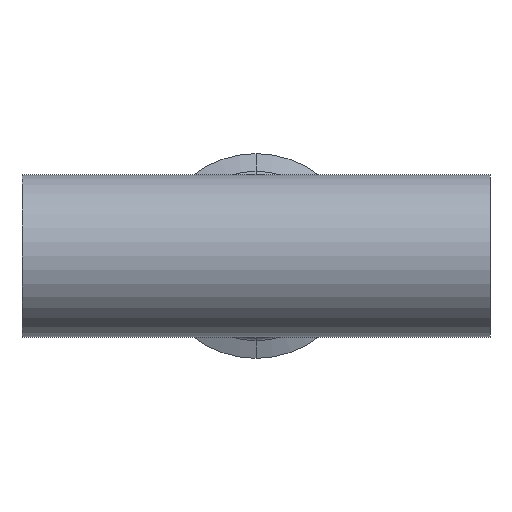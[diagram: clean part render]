
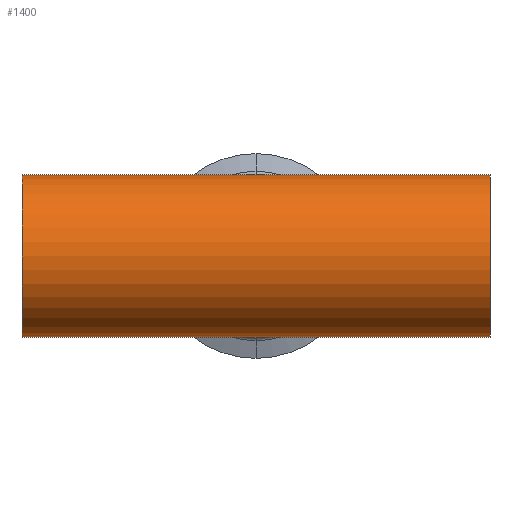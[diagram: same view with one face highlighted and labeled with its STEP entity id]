
A CAD part, front view. The second image highlights one B-rep face of the part: STEP entity #1400.
In plain terms, the highlighted cylindrical face has radius 25.4 mm (diameter 50.8 mm), a partial arc.
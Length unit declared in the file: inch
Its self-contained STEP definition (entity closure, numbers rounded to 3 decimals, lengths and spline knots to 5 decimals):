
#15 = AXIS2_PLACEMENT_3D ( 'NONE', #602, #717, #994 ) ;
#45 = ORIENTED_EDGE ( 'NONE', *, *, #587, .F. ) ;
#87 = ORIENTED_EDGE ( 'NONE', *, *, #459, .T. ) ;
#108 = CARTESIAN_POINT ( 'NONE',  ( 2.87402, 0., 1. ) ) ;
#132 = VECTOR ( 'NONE', #1158, 39.37008 ) ;
#153 = VECTOR ( 'NONE', #1144, 39.37008 ) ;
#190 = VERTEX_POINT ( 'NONE', #493 ) ;
#194 = CARTESIAN_POINT ( 'NONE',  ( 0., 0., 1. ) ) ;
#215 = CARTESIAN_POINT ( 'NONE',  ( 2.87402, 0., 0. ) ) ;
#322 = DIRECTION ( 'NONE',  ( 1., 0., 0. ) ) ;
#378 = LINE ( 'NONE', #1006, #823 ) ;
#419 = AXIS2_PLACEMENT_3D ( 'NONE', #1107, #322, #1347 ) ;
#459 = EDGE_CURVE ( 'NONE', #1602, #564, #1072, .T. ) ;
#493 = CARTESIAN_POINT ( 'NONE',  ( 0., 0., -1. ) ) ;
#498 = CARTESIAN_POINT ( 'NONE',  ( 2.87402, 0., -1. ) ) ;
#505 = DIRECTION ( 'NONE',  ( 0., 0., 1. ) ) ;
#550 = VERTEX_POINT ( 'NONE', #1000 ) ;
#564 = VERTEX_POINT ( 'NONE', #582 ) ;
#569 = VERTEX_POINT ( 'NONE', #596 ) ;
#577 = LINE ( 'NONE', #108, #132 ) ;
#578 = LINE ( 'NONE', #498, #623 ) ;
#582 = CARTESIAN_POINT ( 'NONE',  ( -2.87402, 0., -1. ) ) ;
#587 = EDGE_CURVE ( 'NONE', #569, #550, #1199, .T. ) ;
#596 = CARTESIAN_POINT ( 'NONE',  ( 2.87402, 0., 1. ) ) ;
#602 = CARTESIAN_POINT ( 'NONE',  ( -2.87402, 0., 0. ) ) ;
#620 = FACE_OUTER_BOUND ( 'NONE', #1463, .T. ) ;
#623 = VECTOR ( 'NONE', #1532, 39.37008 ) ;
#630 = VERTEX_POINT ( 'NONE', #194 ) ;
#683 = ORIENTED_EDGE ( 'NONE', *, *, #893, .F. ) ;
#717 = DIRECTION ( 'NONE',  ( 1., 0., 0. ) ) ;
#753 = DIRECTION ( 'NONE',  ( -1., 0., 0. ) ) ;
#801 = ORIENTED_EDGE ( 'NONE', *, *, #952, .F. ) ;
#815 = CARTESIAN_POINT ( 'NONE',  ( -2.87402, 0., 1. ) ) ;
#823 = VECTOR ( 'NONE', #1412, 39.37008 ) ;
#875 = ORIENTED_EDGE ( 'NONE', *, *, #915, .T. ) ;
#893 = EDGE_CURVE ( 'NONE', #190, #564, #578, .T. ) ;
#915 = EDGE_CURVE ( 'NONE', #630, #1602, #1186, .T. ) ;
#934 = AXIS2_PLACEMENT_3D ( 'NONE', #215, #753, #505 ) ;
#952 = EDGE_CURVE ( 'NONE', #550, #190, #378, .T. ) ;
#994 = DIRECTION ( 'NONE',  ( 0., 0., -1. ) ) ;
#998 = EDGE_CURVE ( 'NONE', #569, #630, #577, .T. ) ;
#1000 = CARTESIAN_POINT ( 'NONE',  ( 2.87402, 0., -1. ) ) ;
#1006 = CARTESIAN_POINT ( 'NONE',  ( 2.87402, 0., -1. ) ) ;
#1072 = CIRCLE ( 'NONE', #15, 1. ) ;
#1107 = CARTESIAN_POINT ( 'NONE',  ( 2.87402, 0., 0. ) ) ;
#1144 = DIRECTION ( 'NONE',  ( -1., 0., 0. ) ) ;
#1158 = DIRECTION ( 'NONE',  ( -1., 0., 0. ) ) ;
#1186 = LINE ( 'NONE', #1658, #153 ) ;
#1199 = CIRCLE ( 'NONE', #419, 1. ) ;
#1347 = DIRECTION ( 'NONE',  ( 0., 0., -1. ) ) ;
#1400 = ADVANCED_FACE ( 'NONE', ( #620 ), #1575, .T. ) ;
#1412 = DIRECTION ( 'NONE',  ( -1., 0., 0. ) ) ;
#1463 = EDGE_LOOP ( 'NONE', ( #801, #45, #1527, #875, #87, #683 ) ) ;
#1527 = ORIENTED_EDGE ( 'NONE', *, *, #998, .T. ) ;
#1532 = DIRECTION ( 'NONE',  ( -1., 0., 0. ) ) ;
#1575 = CYLINDRICAL_SURFACE ( 'NONE', #934, 1. ) ;
#1602 = VERTEX_POINT ( 'NONE', #815 ) ;
#1658 = CARTESIAN_POINT ( 'NONE',  ( 2.87402, 0., 1. ) ) ;
